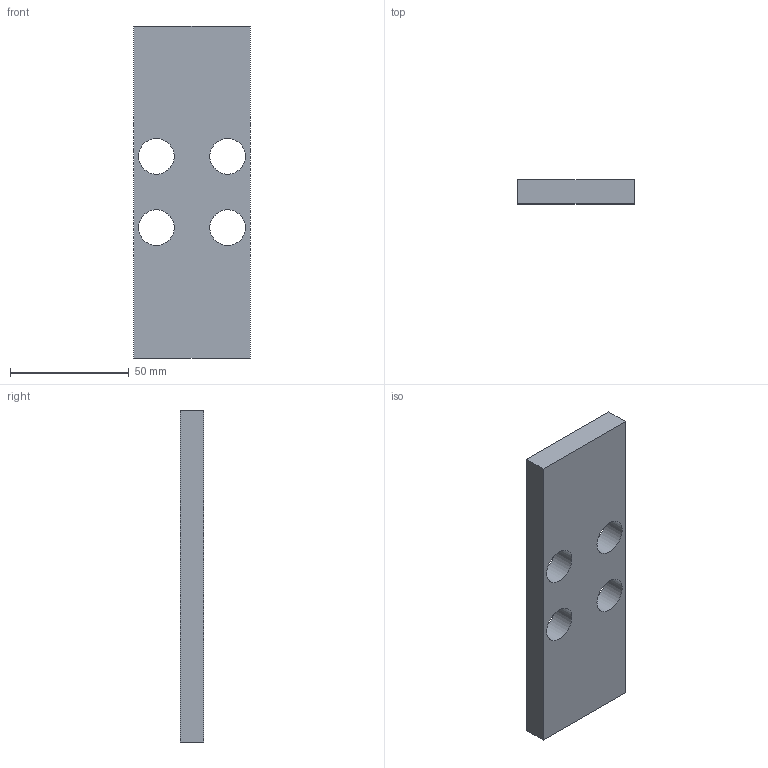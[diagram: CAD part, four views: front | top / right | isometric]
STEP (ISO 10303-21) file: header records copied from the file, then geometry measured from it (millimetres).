
FILE_DESCRIPTION(/* description */ ('Alibre Inc.'),/* implementation_level */ '2;1');
FILE_NAME(/* name */ 'export-7815B966-750E-4D08-BB28-D9CFC94D5659',/* time_stamp */ '2023-01-19T18:16:31+01:00',/* author */ (''),/* organization */ (''),/* preprocessor_version */ 'ST-DEVELOPER v17',/* originating_system */ 'Alibre',/* authorisation */ '');
FILE_SCHEMA (('AUTOMOTIVE_DESIGN'));
Length unit declared in the file: millimetre
Products named in the file (1): PHK55-10
Bounding box: 49 x 10 x 140 mm (x, y, z)
Volume: 61531.4 mm3; surface area: 17971.2 mm2
Topology: 1 solids, 1 shells, 10 faces, 28 edges, 20 vertices
Faces by surface type: plane 6, cylinder 4
Full cylindrical faces by diameter (mm): 15 x4
Entity records: 361 total; most frequent: CARTESIAN_POINT 58, ORIENTED_EDGE 56, DIRECTION 54, EDGE_CURVE 28, AXIS2_PLACEMENT_3D 22, VERTEX_POINT 20, EDGE_LOOP 18, FACE_BOUND 18
